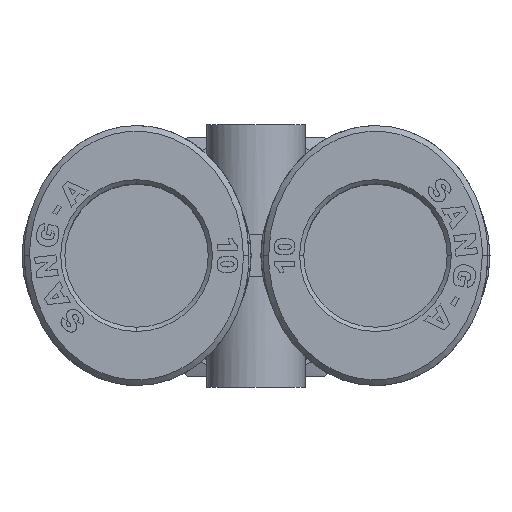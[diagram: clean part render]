
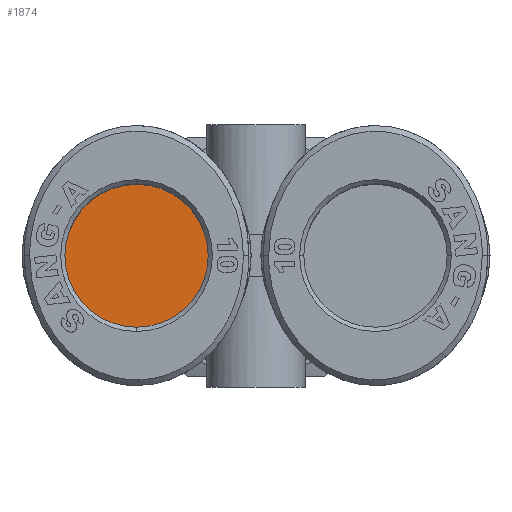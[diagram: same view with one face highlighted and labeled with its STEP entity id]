
A CAD part, top view. The second image highlights one B-rep face of the part: STEP entity #1874.
In plain terms, the highlighted face is planar.
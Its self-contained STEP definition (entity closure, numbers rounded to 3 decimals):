
#65 = AXIS2_PLACEMENT_3D ( 'NONE', #27205, #17388, #19620 ) ;
#873 = PLANE ( 'NONE',  #11707 ) ;
#1874 = ADVANCED_FACE ( 'NONE', ( #24086 ), #873, .F. ) ;
#2522 = EDGE_CURVE ( 'NONE', #29340, #26579, #7904, .T. ) ;
#3417 = DIRECTION ( 'NONE',  ( 0., 0., 1. ) ) ;
#7904 = CIRCLE ( 'NONE', #65, 5.1 ) ;
#8353 = DIRECTION ( 'NONE',  ( -1., 0., 0. ) ) ;
#8666 = DIRECTION ( 'NONE',  ( 0., 0., 1. ) ) ;
#8830 = ORIENTED_EDGE ( 'NONE', *, *, #15706, .T. ) ;
#11707 = AXIS2_PLACEMENT_3D ( 'NONE', #25331, #8353, #8666 ) ;
#13039 = DIRECTION ( 'NONE',  ( 1., 0., 0. ) ) ;
#13301 = EDGE_LOOP ( 'NONE', ( #8830, #27658 ) ) ;
#15706 = EDGE_CURVE ( 'NONE', #26579, #29340, #25256, .T. ) ;
#17388 = DIRECTION ( 'NONE',  ( 1., 0., 0. ) ) ;
#17479 = AXIS2_PLACEMENT_3D ( 'NONE', #27666, #13039, #3417 ) ;
#19620 = DIRECTION ( 'NONE',  ( 0., 0., 1. ) ) ;
#20103 = CARTESIAN_POINT ( 'NONE',  ( -3.633, 0., -5.1 ) ) ;
#24086 = FACE_OUTER_BOUND ( 'NONE', #13301, .T. ) ;
#25256 = CIRCLE ( 'NONE', #17479, 5.1 ) ;
#25331 = CARTESIAN_POINT ( 'NONE',  ( -3.633, 0., 0. ) ) ;
#26579 = VERTEX_POINT ( 'NONE', #28817 ) ;
#27205 = CARTESIAN_POINT ( 'NONE',  ( -3.633, 0., 0. ) ) ;
#27658 = ORIENTED_EDGE ( 'NONE', *, *, #2522, .T. ) ;
#27666 = CARTESIAN_POINT ( 'NONE',  ( -3.633, 0., 0. ) ) ;
#28817 = CARTESIAN_POINT ( 'NONE',  ( -3.633, 0., 5.1 ) ) ;
#29340 = VERTEX_POINT ( 'NONE', #20103 ) ;
